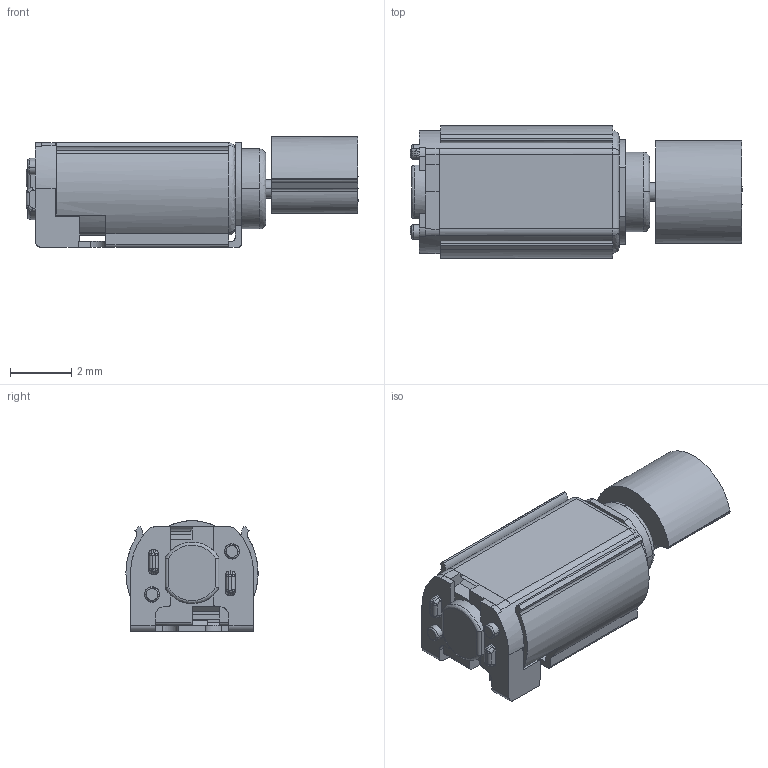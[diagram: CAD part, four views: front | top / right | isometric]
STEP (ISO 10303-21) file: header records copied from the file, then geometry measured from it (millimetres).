
FILE_DESCRIPTION (( 'STEP AP214' ), '1' );
FILE_NAME ('20750C96-E655-4A55-966B-648ADFB68F76.STEP', '2025-06-23T21:10:03', ( '' ), ( '' ), 'SwSTEP 2.0', 'SolidWorks 2022', '' );
FILE_SCHEMA (( 'AUTOMOTIVE_DESIGN' ));
Length unit declared in the file: inch
Products named in the file (1): 20750C96-E655-4A55-966B-648ADFB68F76
Bounding box: 10.8 x 4.3 x 3.6 mm (x, y, z)
Volume: 101 mm3; surface area: 208.7 mm2
Topology: 1 solids, 2 shells, 268 faces, 750 edges, 484 vertices
Faces by surface type: plane 118, cylinder 82, bspline 62, cone 6
Entity records: 10043 total; most frequent: CARTESIAN_POINT 3998, ORIENTED_EDGE 1484, DIRECTION 939, EDGE_CURVE 742, VERTEX_POINT 484, VECTOR 353, LINE 353, AXIS2_PLACEMENT_3D 293
